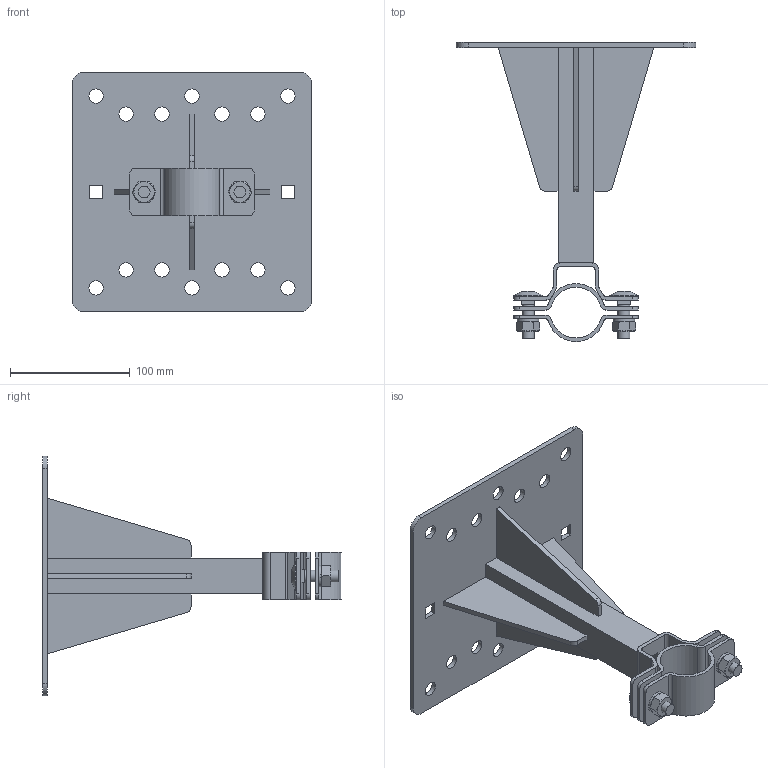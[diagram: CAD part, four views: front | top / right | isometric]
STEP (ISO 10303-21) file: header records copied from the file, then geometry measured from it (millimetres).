
FILE_DESCRIPTION (( 'STEP AP214' ), '1' );
FILE_NAME ('5408910.stp', '2021-09-10T11:41:30', ( '' ), ( '' ), 'SwSTEP 2.0', 'SolidWorks 2020', '' );
FILE_SCHEMA (( 'AUTOMOTIVE_DESIGN' ));
Length unit declared in the file: millimetre
Products named in the file (9): Mutter_M_10_DIN_934.1.1; Halbschale-Oberteil; 5408910; Virkantrohr; Schale-Unterteil_2; Stabilisierung.3; Federring_DIN_127-A10_7; Wandplatte; Flachrundschraube_DIN_603_M10_x_35.2
Assembly tree (15 placements, depth 2):
  5408910
    Wandplatte
    Stabilisierung.3  x4
    Virkantrohr
    Mutter_M_10_DIN_934.1.1  x2
    Federring_DIN_127-A10_7  x2
    Flachrundschraube_DIN_603_M10_x_35.2  x2
    Schale-Unterteil_2  x2
    Halbschale-Oberteil
Bounding box: 200 x 249.55 x 200 mm (x, y, z)
Volume: 328866.5 mm3; surface area: 198004 mm2
Topology: 15 solids, 15 shells, 246 faces, 612 edges, 400 vertices
Faces by surface type: plane 152, cylinder 68, cone 24, bspline 2
Full cylindrical faces by diameter (mm): 8.5 x2, 10 x2, 12 x14, 24.65 x2
Entity records: 7246 total; most frequent: CARTESIAN_POINT 1006, DIRECTION 845, ORIENTED_EDGE 806, EDGE_CURVE 403, AXIS2_PLACEMENT_3D 291, VERTEX_POINT 276, LINE 263, VECTOR 263
